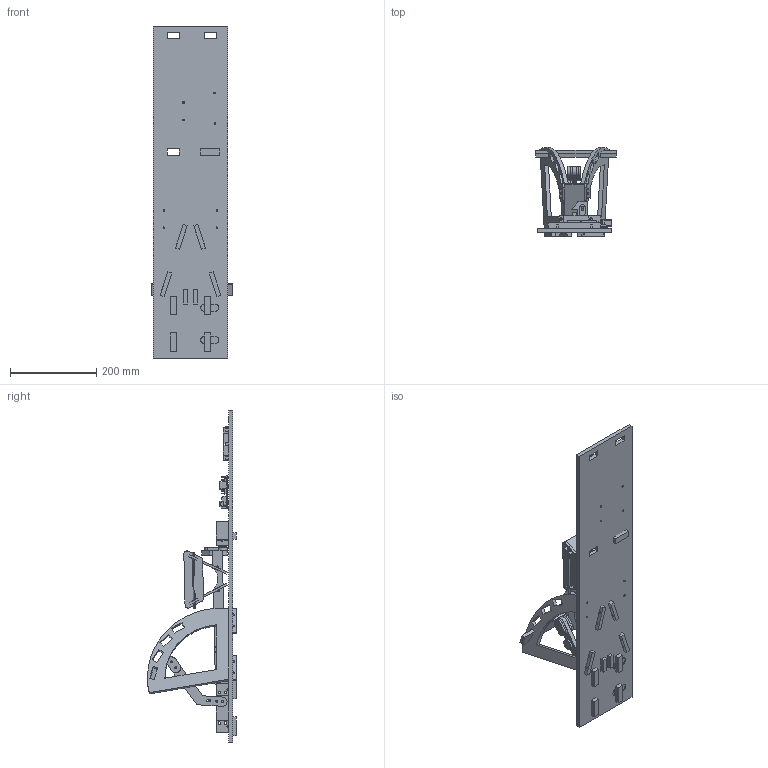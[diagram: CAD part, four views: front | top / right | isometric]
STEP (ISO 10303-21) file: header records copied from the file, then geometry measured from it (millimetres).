
FILE_DESCRIPTION(('FreeCAD Model'),'2;1');
FILE_NAME('Open CASCADE Shape Model','2025-05-02T03:40:38',('FreeCAD'),( 'FreeCAD'),'Open CASCADE STEP processor 7.6','FreeCAD','Unknown');
FILE_SCHEMA(('AUTOMOTIVE_DESIGN { 1 0 10303 214 1 1 1 1 }'));
Products named in the file (1): Open CASCADE STEP translator 7.6 1
Bounding box: 187.15 x 206.29 x 770.2 mm (x, y, z)
Volume: 2332512.8 mm3; surface area: 649715.2 mm2
Topology: 35 solids, 35 shells, 6528 faces, 15903 edges, 10054 vertices
Faces by surface type: bspline 6528
Entity records: 183153 total; most frequent: CARTESIAN_POINT 82473, ORIENTED_EDGE 31790, EDGE_CURVE 15895, B_SPLINE_CURVE_WITH_KNOTS 15321, VERTEX_POINT 10054, FACE_BOUND 7389, EDGE_LOOP 7389, ADVANCED_FACE 6528
